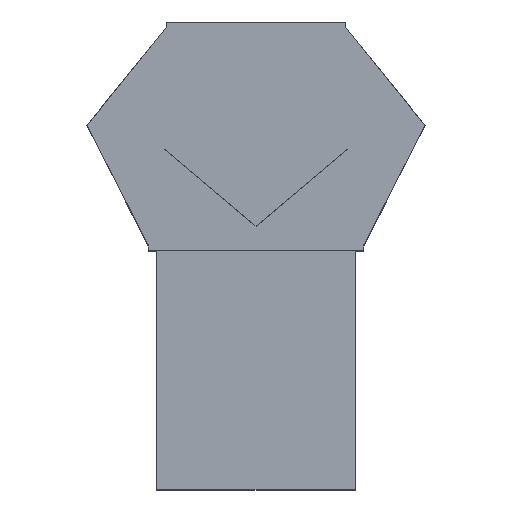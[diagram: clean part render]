
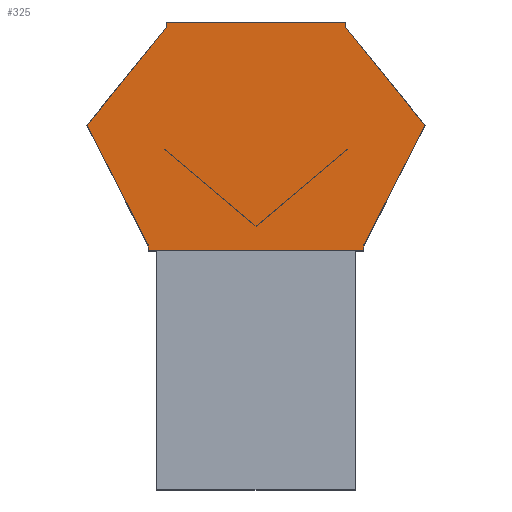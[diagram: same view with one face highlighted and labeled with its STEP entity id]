
A CAD part, top view. The second image highlights one B-rep face of the part: STEP entity #325.
In plain terms, the highlighted planar face has unit normal (0, 0, 1).
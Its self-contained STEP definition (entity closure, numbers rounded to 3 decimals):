
#17 = CARTESIAN_POINT ( 'NONE',  ( 0., 0., 1120. ) ) ;
#70 = EDGE_LOOP ( 'NONE', ( #1177, #1162, #1439, #1466, #363, #511, #1620, #494, #445, #267 ) ) ;
#97 = LINE ( 'NONE', #1280, #1244 ) ;
#103 = VECTOR ( 'NONE', #382, 1000. ) ;
#148 = DIRECTION ( 'NONE',  ( 1., 0., 0. ) ) ;
#158 = CARTESIAN_POINT ( 'NONE',  ( 850., 0., 1120. ) ) ;
#173 = EDGE_CURVE ( 'NONE', #736, #307, #1145, .T. ) ;
#245 = VECTOR ( 'NONE', #1591, 1000. ) ;
#246 = FACE_OUTER_BOUND ( 'NONE', #70, .T. ) ;
#260 = VECTOR ( 'NONE', #908, 1000. ) ;
#267 = ORIENTED_EDGE ( 'NONE', *, *, #1351, .T. ) ;
#284 = VERTEX_POINT ( 'NONE', #1156 ) ;
#286 = CARTESIAN_POINT ( 'NONE',  ( 540.832, -631.775, 1120. ) ) ;
#307 = VERTEX_POINT ( 'NONE', #1108 ) ;
#311 = EDGE_CURVE ( 'NONE', #1489, #627, #1498, .T. ) ;
#325 = ADVANCED_FACE ( 'NONE', ( #246 ), #789, .T. ) ;
#326 = VERTEX_POINT ( 'NONE', #1469 ) ;
#352 = CARTESIAN_POINT ( 'NONE',  ( 850., 0., 1120. ) ) ;
#363 = ORIENTED_EDGE ( 'NONE', *, *, #425, .T. ) ;
#382 = DIRECTION ( 'NONE',  ( 0., -1., 0. ) ) ;
#425 = EDGE_CURVE ( 'NONE', #895, #1489, #1538, .T. ) ;
#445 = ORIENTED_EDGE ( 'NONE', *, *, #173, .T. ) ;
#451 = VECTOR ( 'NONE', #1063, 1000. ) ;
#460 = EDGE_CURVE ( 'NONE', #881, #895, #1016, .T. ) ;
#463 = VERTEX_POINT ( 'NONE', #1454 ) ;
#475 = AXIS2_PLACEMENT_3D ( 'NONE', #17, #917, #148 ) ;
#492 = CARTESIAN_POINT ( 'NONE',  ( -850., 0., 1120. ) ) ;
#494 = ORIENTED_EDGE ( 'NONE', *, *, #1334, .F. ) ;
#508 = DIRECTION ( 'NONE',  ( 0., -1., 0. ) ) ;
#511 = ORIENTED_EDGE ( 'NONE', *, *, #311, .T. ) ;
#517 = LINE ( 'NONE', #492, #1064 ) ;
#522 = CARTESIAN_POINT ( 'NONE',  ( -451.011, 517.711, 1120. ) ) ;
#523 = CARTESIAN_POINT ( 'NONE',  ( -850., 0., 1120. ) ) ;
#540 = CARTESIAN_POINT ( 'NONE',  ( 850., 0., 1120. ) ) ;
#562 = DIRECTION ( 'NONE',  ( -0.629, 0.777, 0. ) ) ;
#563 = CARTESIAN_POINT ( 'NONE',  ( -540.832, -631.775, 1120. ) ) ;
#583 = EDGE_CURVE ( 'NONE', #326, #463, #620, .T. ) ;
#595 = CARTESIAN_POINT ( 'NONE',  ( -451.011, 518.411, 1120. ) ) ;
#620 = LINE ( 'NONE', #1601, #1191 ) ;
#627 = VERTEX_POINT ( 'NONE', #965 ) ;
#676 = DIRECTION ( 'NONE',  ( 0., 1., 0. ) ) ;
#696 = LINE ( 'NONE', #563, #245 ) ;
#736 = VERTEX_POINT ( 'NONE', #595 ) ;
#756 = LINE ( 'NONE', #523, #260 ) ;
#789 = PLANE ( 'NONE',  #475 ) ;
#814 = EDGE_CURVE ( 'NONE', #284, #627, #97, .T. ) ;
#871 = DIRECTION ( 'NONE',  ( 1., 0., 0. ) ) ;
#881 = VERTEX_POINT ( 'NONE', #1286 ) ;
#895 = VERTEX_POINT ( 'NONE', #1033 ) ;
#908 = DIRECTION ( 'NONE',  ( 0.454, -0.891, 0. ) ) ;
#917 = DIRECTION ( 'NONE',  ( 0., 0., 1. ) ) ;
#951 = EDGE_CURVE ( 'NONE', #1627, #326, #756, .T. ) ;
#965 = CARTESIAN_POINT ( 'NONE',  ( 451.011, 492.711, 1120. ) ) ;
#973 = VECTOR ( 'NONE', #676, 1000. ) ;
#1016 = LINE ( 'NONE', #286, #973 ) ;
#1033 = CARTESIAN_POINT ( 'NONE',  ( 540.832, -606.775, 1120. ) ) ;
#1063 = DIRECTION ( 'NONE',  ( 0.454, 0.891, 0. ) ) ;
#1064 = VECTOR ( 'NONE', #1262, 1000. ) ;
#1088 = VECTOR ( 'NONE', #871, 1000. ) ;
#1108 = CARTESIAN_POINT ( 'NONE',  ( -451.011, 492.711, 1120. ) ) ;
#1145 = LINE ( 'NONE', #522, #103 ) ;
#1156 = CARTESIAN_POINT ( 'NONE',  ( 451.011, 518.411, 1120. ) ) ;
#1162 = ORIENTED_EDGE ( 'NONE', *, *, #583, .T. ) ;
#1177 = ORIENTED_EDGE ( 'NONE', *, *, #951, .T. ) ;
#1191 = VECTOR ( 'NONE', #1221, 1000. ) ;
#1206 = CARTESIAN_POINT ( 'NONE',  ( -850., 0., 1120. ) ) ;
#1221 = DIRECTION ( 'NONE',  ( 0., -1., 0. ) ) ;
#1244 = VECTOR ( 'NONE', #508, 1000. ) ;
#1262 = DIRECTION ( 'NONE',  ( -0.629, -0.777, 0. ) ) ;
#1280 = CARTESIAN_POINT ( 'NONE',  ( 451.011, 517.711, 1120. ) ) ;
#1286 = CARTESIAN_POINT ( 'NONE',  ( 540.832, -631.775, 1120. ) ) ;
#1334 = EDGE_CURVE ( 'NONE', #736, #284, #1631, .T. ) ;
#1351 = EDGE_CURVE ( 'NONE', #307, #1627, #517, .T. ) ;
#1364 = VECTOR ( 'NONE', #562, 1000. ) ;
#1439 = ORIENTED_EDGE ( 'NONE', *, *, #1641, .T. ) ;
#1454 = CARTESIAN_POINT ( 'NONE',  ( -540.832, -631.775, 1120. ) ) ;
#1466 = ORIENTED_EDGE ( 'NONE', *, *, #460, .T. ) ;
#1469 = CARTESIAN_POINT ( 'NONE',  ( -540.832, -606.775, 1120. ) ) ;
#1489 = VERTEX_POINT ( 'NONE', #540 ) ;
#1498 = LINE ( 'NONE', #352, #1364 ) ;
#1538 = LINE ( 'NONE', #158, #451 ) ;
#1591 = DIRECTION ( 'NONE',  ( 1., 0., 0. ) ) ;
#1601 = CARTESIAN_POINT ( 'NONE',  ( -540.832, -606.775, 1120. ) ) ;
#1620 = ORIENTED_EDGE ( 'NONE', *, *, #814, .F. ) ;
#1627 = VERTEX_POINT ( 'NONE', #1206 ) ;
#1631 = LINE ( 'NONE', #1648, #1088 ) ;
#1641 = EDGE_CURVE ( 'NONE', #463, #881, #696, .T. ) ;
#1648 = CARTESIAN_POINT ( 'NONE',  ( -451.011, 518.411, 1120. ) ) ;
